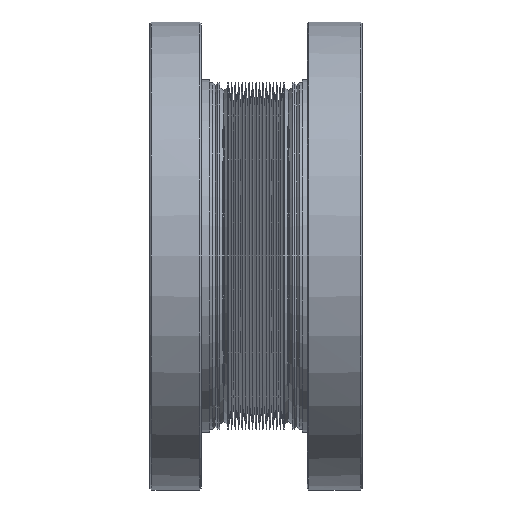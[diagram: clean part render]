
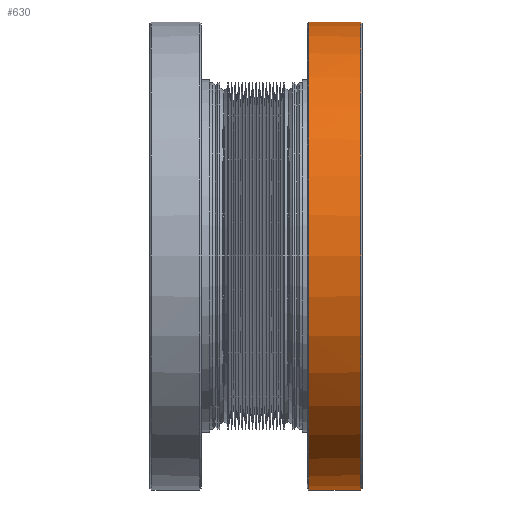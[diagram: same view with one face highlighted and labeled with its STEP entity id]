
A CAD part, front view. The second image highlights one B-rep face of the part: STEP entity #630.
In plain terms, the highlighted cylindrical face has radius 101.2 mm (diameter 202.4 mm), a partial arc.
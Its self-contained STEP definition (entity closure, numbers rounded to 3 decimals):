
#630=ADVANCED_FACE('',(#3991),#3990,.T.);
#3990=CYLINDRICAL_SURFACE('',#6901,101.2);
#3991=FACE_OUTER_BOUND('',#6902,.T.);
#6898=CARTESIAN_POINT('',(0.,0.,0.));
#6899=DIRECTION('',(1.,0.,0.));
#6900=DIRECTION('',(0.,0.,1.));
#6901=AXIS2_PLACEMENT_3D('',#6898,#6899,#6900);
#6902=EDGE_LOOP('',(#8592,#8593,#8594,#8595,#8596,#8597,#8598,#8599));
#8592=ORIENTED_EDGE('',*,*,#9414,.F.);
#8593=ORIENTED_EDGE('',*,*,#9291,.T.);
#8594=ORIENTED_EDGE('',*,*,#9332,.T.);
#8595=ORIENTED_EDGE('',*,*,#9284,.T.);
#8596=ORIENTED_EDGE('',*,*,#9297,.F.);
#8597=ORIENTED_EDGE('',*,*,#9466,.F.);
#8598=ORIENTED_EDGE('',*,*,#9465,.F.);
#8599=ORIENTED_EDGE('',*,*,#9467,.T.);
#9284=EDGE_CURVE('',#13539,#13532,#13540,.T.);
#9291=EDGE_CURVE('',#13587,#13588,#13589,.T.);
#9297=EDGE_CURVE('',#13622,#13532,#13629,.T.);
#9332=EDGE_CURVE('',#13588,#13539,#13870,.T.);
#9414=EDGE_CURVE('',#13587,#14440,#14441,.T.);
#9465=EDGE_CURVE('',#14731,#14730,#14750,.T.);
#9466=EDGE_CURVE('',#14730,#13622,#14756,.T.);
#9467=EDGE_CURVE('',#14731,#14440,#14762,.T.);
#13532=VERTEX_POINT('',#17302);
#13539=VERTEX_POINT('',#17306);
#13540=LINE('',#17307,#17308);
#13587=VERTEX_POINT('',#17335);
#13588=VERTEX_POINT('',#17336);
#13589=LINE('',#17337,#17338);
#13622=VERTEX_POINT('',#17356);
#13629=CIRCLE('',#17364,101.2);
#13870=CIRCLE('',#17535,101.2);
#14440=VERTEX_POINT('',#17938);
#14441=CIRCLE('',#17942,101.2);
#14730=VERTEX_POINT('',#18044);
#14731=VERTEX_POINT('',#18045);
#14750=CIRCLE('',#18057,101.2);
#14756=(BOUNDED_CURVE() B_SPLINE_CURVE(1,(#18058,#18059),.UNSPECIFIED.,.F.,.F.) B_SPLINE_CURVE_WITH_KNOTS((2,2),(0.083,0.909),.UNSPECIFIED.) CURVE() GEOMETRIC_REPRESENTATION_ITEM() RATIONAL_B_SPLINE_CURVE((1.,1.)) REPRESENTATION_ITEM('') );
#14762=(BOUNDED_CURVE() B_SPLINE_CURVE(1,(#18060,#18061),.UNSPECIFIED.,.F.,.F.) B_SPLINE_CURVE_WITH_KNOTS((2,2),(0.083,0.909),.UNSPECIFIED.) CURVE() GEOMETRIC_REPRESENTATION_ITEM() RATIONAL_B_SPLINE_CURVE((0.75,0.75)) REPRESENTATION_ITEM('') );
#17302=CARTESIAN_POINT('',(-1.,-1.,101.195));
#17306=CARTESIAN_POINT('',(-0.8,-1.,101.195));
#17307=CARTESIAN_POINT('',(-0.8,-1.,101.195));
#17308=VECTOR('',#17309,0.2);
#17309=DIRECTION('',(-1.,0.,0.));
#17335=CARTESIAN_POINT('',(-1.,-1.,-101.195));
#17336=CARTESIAN_POINT('',(-0.8,-1.,-101.195));
#17337=CARTESIAN_POINT('',(-1.,-1.,-101.195));
#17338=VECTOR('',#17339,0.2);
#17339=DIRECTION('',(1.,0.,0.));
#17356=CARTESIAN_POINT('',(-1.,0.,101.2));
#17361=CARTESIAN_POINT('',(-1.,0.,0.));
#17362=DIRECTION('',(1.,0.,0.));
#17363=DIRECTION('',(0.,0.01,1.));
#17364=AXIS2_PLACEMENT_3D('',#17361,#17362,#17363);
#17532=CARTESIAN_POINT('',(-0.8,0.,0.));
#17533=DIRECTION('',(-1.,0.,0.));
#17534=DIRECTION('',(0.,0.,-1.));
#17535=AXIS2_PLACEMENT_3D('',#17532,#17533,#17534);
#17938=CARTESIAN_POINT('',(-1.,0.,-101.2));
#17939=CARTESIAN_POINT('',(-1.,0.,0.));
#17940=DIRECTION('',(1.,0.,0.));
#17941=DIRECTION('',(0.,0.,1.));
#17942=AXIS2_PLACEMENT_3D('',#17939,#17940,#17941);
#18044=CARTESIAN_POINT('',(-23.1,0.,101.2));
#18045=CARTESIAN_POINT('',(-23.1,0.,-101.2));
#18054=CARTESIAN_POINT('',(-23.1,0.,0.));
#18055=DIRECTION('',(-1.,0.,0.));
#18056=DIRECTION('',(0.,0.,1.));
#18057=AXIS2_PLACEMENT_3D('',#18054,#18055,#18056);
#18058=CARTESIAN_POINT('',(-23.1,0.,101.2));
#18059=CARTESIAN_POINT('',(-1.,0.,101.2));
#18060=CARTESIAN_POINT('',(-23.1,0.,-101.2));
#18061=CARTESIAN_POINT('',(-1.,0.,-101.2));
